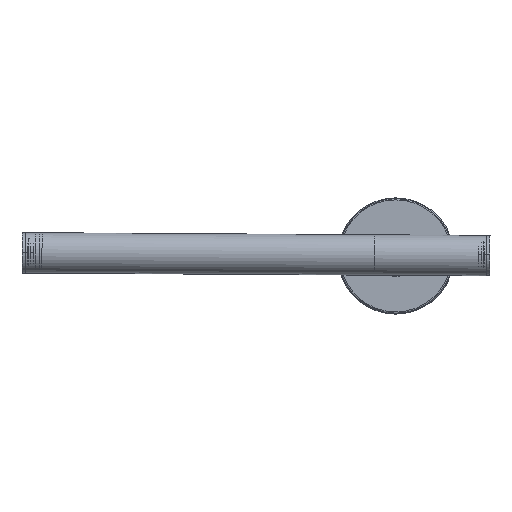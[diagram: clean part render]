
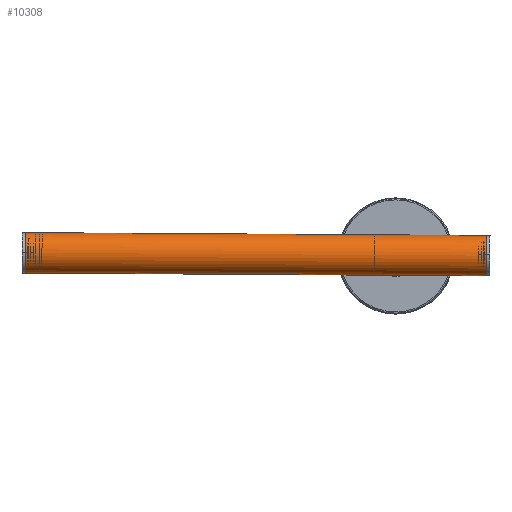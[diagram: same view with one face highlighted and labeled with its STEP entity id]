
A CAD part, top view. The second image highlights one B-rep face of the part: STEP entity #10308.
In plain terms, the highlighted cylindrical face has radius 20 mm (diameter 40 mm), a partial arc.
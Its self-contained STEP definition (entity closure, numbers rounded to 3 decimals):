
#761 = VERTEX_POINT ( 'NONE', #31678 ) ;
#1253 = EDGE_CURVE ( 'NONE', #28458, #761, #27481, .T. ) ;
#1831 = VERTEX_POINT ( 'NONE', #21432 ) ;
#1959 = DIRECTION ( 'NONE',  ( 0., 0., 1. ) ) ;
#2420 = CARTESIAN_POINT ( 'NONE',  ( 0., 457., 0. ) ) ;
#2875 = ORIENTED_EDGE ( 'NONE', *, *, #22952, .T. ) ;
#2925 = CIRCLE ( 'NONE', #14064, 20. ) ;
#2942 = ORIENTED_EDGE ( 'NONE', *, *, #5666, .F. ) ;
#3863 = AXIS2_PLACEMENT_3D ( 'NONE', #2420, #4846, #27675 ) ;
#4683 = DIRECTION ( 'NONE',  ( 0., -1., 0. ) ) ;
#4846 = DIRECTION ( 'NONE',  ( 0., -1., 0. ) ) ;
#5666 = EDGE_CURVE ( 'NONE', #1831, #28458, #16178, .T. ) ;
#8080 = CYLINDRICAL_SURFACE ( 'NONE', #3863, 20. ) ;
#8946 = AXIS2_PLACEMENT_3D ( 'NONE', #12082, #29884, #1959 ) ;
#9614 = ORIENTED_EDGE ( 'NONE', *, *, #21049, .T. ) ;
#10022 = VECTOR ( 'NONE', #29335, 1000. ) ;
#10308 = ADVANCED_FACE ( 'NONE', ( #20876 ), #8080, .T. ) ;
#11860 = CARTESIAN_POINT ( 'NONE',  ( 0., 0., -20. ) ) ;
#12082 = CARTESIAN_POINT ( 'NONE',  ( 0., 457., 0. ) ) ;
#13991 = LINE ( 'NONE', #16870, #10022 ) ;
#14064 = AXIS2_PLACEMENT_3D ( 'NONE', #18702, #28817, #31162 ) ;
#15607 = VERTEX_POINT ( 'NONE', #11860 ) ;
#16178 = CIRCLE ( 'NONE', #8946, 20. ) ;
#16804 = ORIENTED_EDGE ( 'NONE', *, *, #1253, .F. ) ;
#16870 = CARTESIAN_POINT ( 'NONE',  ( 0., 457., -20. ) ) ;
#18702 = CARTESIAN_POINT ( 'NONE',  ( 0., 0., 0. ) ) ;
#20876 = FACE_OUTER_BOUND ( 'NONE', #27541, .T. ) ;
#21049 = EDGE_CURVE ( 'NONE', #15607, #761, #2925, .T. ) ;
#21432 = CARTESIAN_POINT ( 'NONE',  ( 0., 457., -20. ) ) ;
#22952 = EDGE_CURVE ( 'NONE', #1831, #15607, #13991, .T. ) ;
#24330 = VECTOR ( 'NONE', #4683, 1000. ) ;
#26552 = CARTESIAN_POINT ( 'NONE',  ( 0., 457., 20. ) ) ;
#27481 = LINE ( 'NONE', #30193, #24330 ) ;
#27541 = EDGE_LOOP ( 'NONE', ( #16804, #2942, #2875, #9614 ) ) ;
#27675 = DIRECTION ( 'NONE',  ( 0., 0., -1. ) ) ;
#28458 = VERTEX_POINT ( 'NONE', #26552 ) ;
#28817 = DIRECTION ( 'NONE',  ( 0., 1., 0. ) ) ;
#29335 = DIRECTION ( 'NONE',  ( 0., -1., 0. ) ) ;
#29884 = DIRECTION ( 'NONE',  ( 0., 1., 0. ) ) ;
#30193 = CARTESIAN_POINT ( 'NONE',  ( 0., 457., 20. ) ) ;
#31162 = DIRECTION ( 'NONE',  ( 0., 0., 1. ) ) ;
#31678 = CARTESIAN_POINT ( 'NONE',  ( 0., 0., 20. ) ) ;
